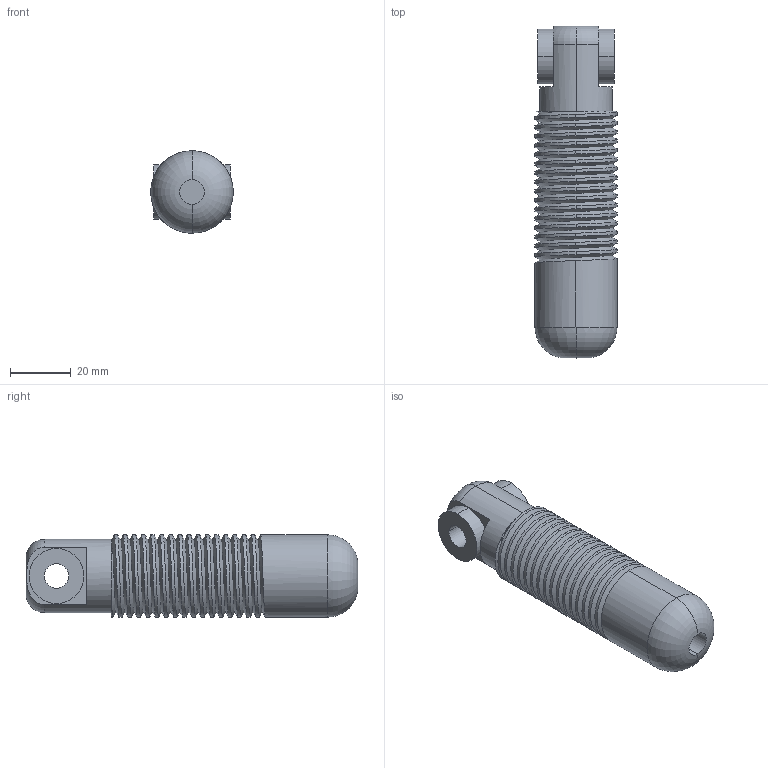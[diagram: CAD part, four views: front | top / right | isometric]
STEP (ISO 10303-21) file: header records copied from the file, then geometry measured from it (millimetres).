
FILE_DESCRIPTION (( 'STEP AP214' ), '1' );
FILE_NAME ('UpperBody.STEP', '2020-11-25T11:57:22', ( '' ), ( '' ), 'SwSTEP 2.0', 'SolidWorks 2016', '' );
FILE_SCHEMA (( 'AUTOMOTIVE_DESIGN' ));
Length unit declared in the file: millimetre
Products named in the file (1): UpperBody
Bounding box: 27 x 108.93 x 27 mm (x, y, z)
Volume: 50303.1 mm3; surface area: 14752.2 mm2
Topology: 1 solids, 1 shells, 62 faces, 166 edges, 108 vertices
Faces by surface type: cylinder 45, plane 11, torus 4, bspline 2
Entity records: 10687 total; most frequent: CARTESIAN_POINT 8772, ORIENTED_EDGE 332, DIRECTION 245, EDGE_CURVE 166, VERTEX_POINT 108, AXIS2_PLACEMENT_3D 97, EDGE_LOOP 66, FACE_OUTER_BOUND 62
